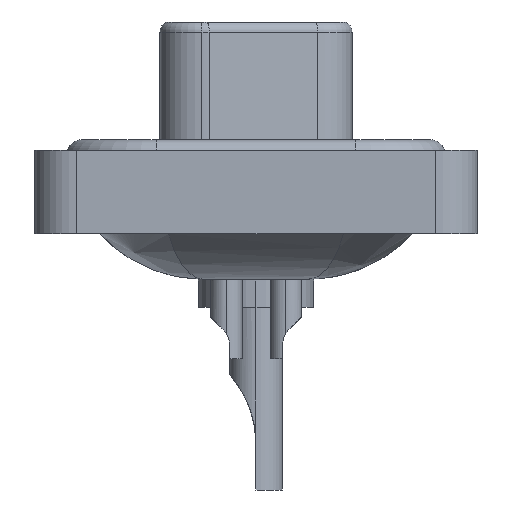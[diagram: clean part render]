
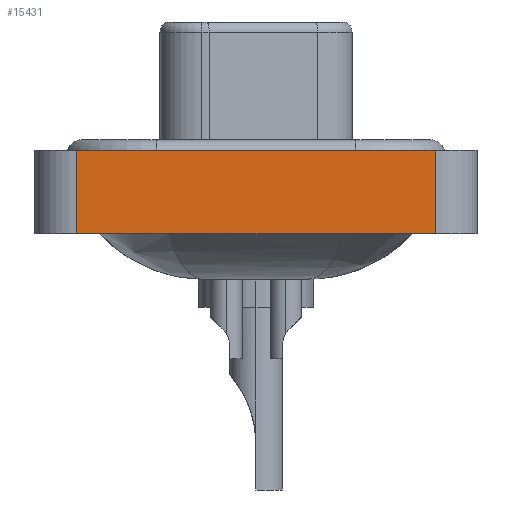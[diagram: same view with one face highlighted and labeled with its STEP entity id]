
A CAD part, left-side view. The second image highlights one B-rep face of the part: STEP entity #15431.
In plain terms, the highlighted planar face has unit normal (-1, 0, 0).
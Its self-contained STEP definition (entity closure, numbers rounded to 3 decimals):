
#364 = ORIENTED_EDGE ( 'NONE', *, *, #2611, .T. ) ;
#1520 = VECTOR ( 'NONE', #9743, 1000. ) ;
#2611 = EDGE_CURVE ( 'NONE', #6768, #16224, #6438, .T. ) ;
#4932 = CARTESIAN_POINT ( 'NONE',  ( -7.3, -8.55, 0.4 ) ) ;
#5350 = DIRECTION ( 'NONE',  ( 0., -1., 0. ) ) ;
#6124 = CARTESIAN_POINT ( 'NONE',  ( -7.3, -8.55, -3.6 ) ) ;
#6339 = VERTEX_POINT ( 'NONE', #7938 ) ;
#6438 = LINE ( 'NONE', #6742, #1520 ) ;
#6742 = CARTESIAN_POINT ( 'NONE',  ( -7.3, -8.55, -3.6 ) ) ;
#6768 = VERTEX_POINT ( 'NONE', #13055 ) ;
#7586 = CARTESIAN_POINT ( 'NONE',  ( -7.3, -8.55, -3.6 ) ) ;
#7938 = CARTESIAN_POINT ( 'NONE',  ( -7.3, 8.55, 0.4 ) ) ;
#8031 = DIRECTION ( 'NONE',  ( 0., 0., 1. ) ) ;
#8098 = VERTEX_POINT ( 'NONE', #4932 ) ;
#8453 = EDGE_LOOP ( 'NONE', ( #17275, #17015, #17773, #364 ) ) ;
#9306 = CARTESIAN_POINT ( 'NONE',  ( -7.3, 8.55, -3.6 ) ) ;
#9743 = DIRECTION ( 'NONE',  ( 0., -1., 0. ) ) ;
#11089 = LINE ( 'NONE', #9306, #17029 ) ;
#11927 = LINE ( 'NONE', #19891, #12851 ) ;
#12215 = AXIS2_PLACEMENT_3D ( 'NONE', #14127, #20602, #15603 ) ;
#12851 = VECTOR ( 'NONE', #5350, 1000. ) ;
#13055 = CARTESIAN_POINT ( 'NONE',  ( -7.3, 8.55, -3.6 ) ) ;
#14127 = CARTESIAN_POINT ( 'NONE',  ( -7.3, -8.55, -3.6 ) ) ;
#14921 = EDGE_CURVE ( 'NONE', #6339, #8098, #11927, .T. ) ;
#15431 = ADVANCED_FACE ( 'NONE', ( #20701 ), #17299, .T. ) ;
#15603 = DIRECTION ( 'NONE',  ( 0., 0., 1. ) ) ;
#16224 = VERTEX_POINT ( 'NONE', #7586 ) ;
#17015 = ORIENTED_EDGE ( 'NONE', *, *, #14921, .F. ) ;
#17025 = VECTOR ( 'NONE', #8031, 1000. ) ;
#17029 = VECTOR ( 'NONE', #17536, 1000. ) ;
#17275 = ORIENTED_EDGE ( 'NONE', *, *, #19058, .T. ) ;
#17299 = PLANE ( 'NONE',  #12215 ) ;
#17470 = LINE ( 'NONE', #6124, #17025 ) ;
#17536 = DIRECTION ( 'NONE',  ( 0., 0., 1. ) ) ;
#17773 = ORIENTED_EDGE ( 'NONE', *, *, #18008, .F. ) ;
#18008 = EDGE_CURVE ( 'NONE', #6768, #6339, #11089, .T. ) ;
#19058 = EDGE_CURVE ( 'NONE', #16224, #8098, #17470, .T. ) ;
#19891 = CARTESIAN_POINT ( 'NONE',  ( -7.3, -8.55, 0.4 ) ) ;
#20602 = DIRECTION ( 'NONE',  ( -1., 0., 0. ) ) ;
#20701 = FACE_OUTER_BOUND ( 'NONE', #8453, .T. ) ;
